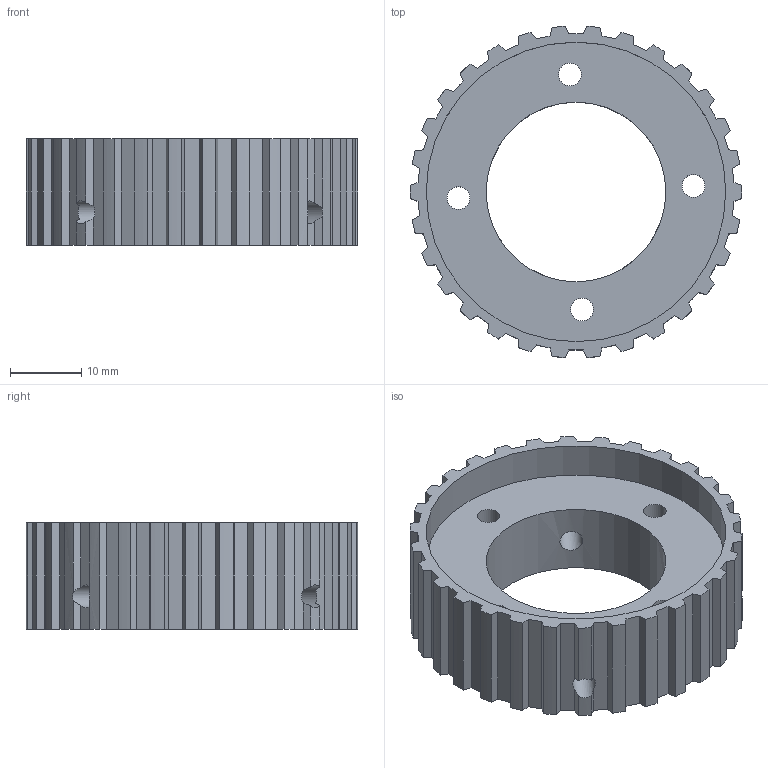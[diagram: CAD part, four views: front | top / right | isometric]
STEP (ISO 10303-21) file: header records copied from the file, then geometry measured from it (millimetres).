
FILE_DESCRIPTION(/* description */ (''),/* implementation_level */ '2;1');
FILE_NAME(/* name */ 'J4 Timing Hub.step',/* time_stamp */ '2024-04-10T08:46:25+02:00',/* author */ (''),/* organization */ (''),/* preprocessor_version */ 'ST-DEVELOPER v20',/* originating_system */ 'Autodesk Translation Framework v12.20.1.177',/* authorisation */ '');
FILE_SCHEMA (('AUTOMOTIVE_DESIGN { 1 0 10303 214 3 1 1 }'));
Length unit declared in the file: millimetre
Products named in the file (1): FusionComponent
Bounding box: 46.55 x 46.45 x 15 mm (x, y, z)
Volume: 11714.5 mm3; surface area: 7166.2 mm2
Topology: 1 solids, 1 shells, 145 faces, 442 edges, 296 vertices
Faces by surface type: plane 103, cylinder 42
Full cylindrical faces by diameter (mm): 3.2 x8, 25.2 x1, 42 x1
Entity records: 5175 total; most frequent: CARTESIAN_POINT 1080, ORIENTED_EDGE 884, DIRECTION 814, EDGE_CURVE 442, LINE 326, VECTOR 326, VERTEX_POINT 296, AXIS2_PLACEMENT_3D 244
